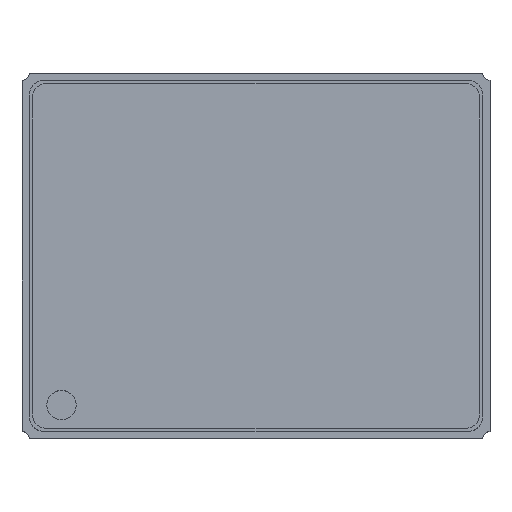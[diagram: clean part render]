
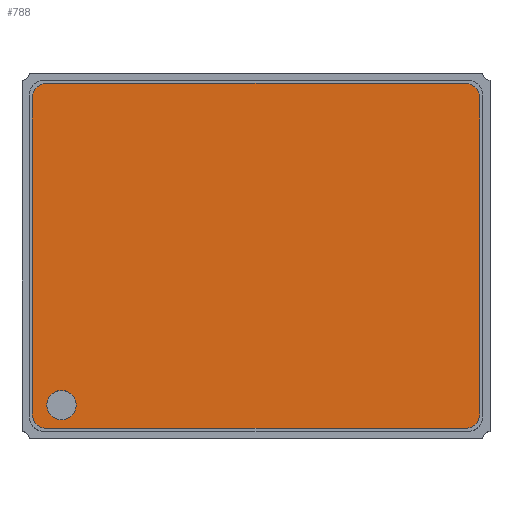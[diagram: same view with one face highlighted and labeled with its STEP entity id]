
A CAD part, top view. The second image highlights one B-rep face of the part: STEP entity #788.
In plain terms, the highlighted planar face has unit normal (0, 0, 1).
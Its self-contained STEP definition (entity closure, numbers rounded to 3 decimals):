
#1 = AXIS2_PLACEMENT_3D ( 'NONE', #826, #815, #811 ) ;
#64 = CARTESIAN_POINT ( 'NONE',  ( -0.025, 2.281, 0.7 ) ) ;
#72 = AXIS2_PLACEMENT_3D ( 'NONE', #993, #991, #987 ) ;
#96 = VERTEX_POINT ( 'NONE', #1180 ) ;
#99 = LINE ( 'NONE', #645, #1110 ) ;
#103 = CARTESIAN_POINT ( 'NONE',  ( -0.025, 0.121, 0.7 ) ) ;
#143 = CIRCLE ( 'NONE', #72, 0.1 ) ;
#185 = LINE ( 'NONE', #915, #1300 ) ;
#195 = CARTESIAN_POINT ( 'NONE',  ( -2.985, 0.181, 0.7 ) ) ;
#225 = AXIS2_PLACEMENT_3D ( 'NONE', #730, #729, #727 ) ;
#240 = CARTESIAN_POINT ( 'NONE',  ( -2.985, 0.021, 0.7 ) ) ;
#270 = VERTEX_POINT ( 'NONE', #626 ) ;
#279 = CARTESIAN_POINT ( 'NONE',  ( -2.985, 2.381, 0.7 ) ) ;
#308 = CIRCLE ( 'NONE', #225, 0.1 ) ;
#334 = LINE ( 'NONE', #779, #1222 ) ;
#376 = CIRCLE ( 'NONE', #1, 0.1 ) ;
#383 = DIRECTION ( 'NONE',  ( -1., 0., 0. ) ) ;
#391 = DIRECTION ( 'NONE',  ( 0., 0., -1. ) ) ;
#395 = CARTESIAN_POINT ( 'NONE',  ( -0.125, 2.281, 0.7 ) ) ;
#425 = DIRECTION ( 'NONE',  ( 1., 0., 0. ) ) ;
#430 = DIRECTION ( 'NONE',  ( 0., 0., 1. ) ) ;
#432 = CARTESIAN_POINT ( 'NONE',  ( -2.885, 0.181, 0.7 ) ) ;
#436 = PLANE ( 'NONE',  #1051 ) ;
#577 = DIRECTION ( 'NONE',  ( 1., 0., 0. ) ) ;
#578 = DIRECTION ( 'NONE',  ( 0., 0., 1. ) ) ;
#585 = CARTESIAN_POINT ( 'NONE',  ( -2.885, 0.181, 0.7 ) ) ;
#588 = EDGE_CURVE ( 'NONE', #865, #749, #143, .T. ) ;
#603 = CARTESIAN_POINT ( 'NONE',  ( -3.085, 0.121, 0.7 ) ) ;
#623 = EDGE_CURVE ( 'NONE', #749, #837, #185, .T. ) ;
#626 = CARTESIAN_POINT ( 'NONE',  ( -3.085, 2.281, 0.7 ) ) ;
#635 = EDGE_CURVE ( 'NONE', #837, #270, #376, .T. ) ;
#639 = DIRECTION ( 'NONE',  ( -1., 0., 0. ) ) ;
#641 = DIRECTION ( 'NONE',  ( 0., 0., 1. ) ) ;
#642 = CARTESIAN_POINT ( 'NONE',  ( -0.125, 0.121, 0.7 ) ) ;
#645 = CARTESIAN_POINT ( 'NONE',  ( -0.025, 2.281, 0.7 ) ) ;
#649 = DIRECTION ( 'NONE',  ( 0., 1., 0. ) ) ;
#656 = EDGE_CURVE ( 'NONE', #270, #1261, #334, .T. ) ;
#658 = DIRECTION ( 'NONE',  ( 1., 0., 0. ) ) ;
#661 = CARTESIAN_POINT ( 'NONE',  ( -2.985, 0.021, 0.7 ) ) ;
#683 = EDGE_CURVE ( 'NONE', #1261, #862, #308, .T. ) ;
#694 = EDGE_CURVE ( 'NONE', #862, #1131, #1169, .T. ) ;
#715 = EDGE_CURVE ( 'NONE', #1131, #1046, #1094, .T. ) ;
#719 = EDGE_CURVE ( 'NONE', #1046, #865, #99, .T. ) ;
#723 = EDGE_LOOP ( 'NONE', ( #745, #725, #1151, #785, #1005, #949, #754, #918 ) ) ;
#725 = ORIENTED_EDGE ( 'NONE', *, *, #623, .T. ) ;
#727 = DIRECTION ( 'NONE',  ( -1., 0., 0. ) ) ;
#729 = DIRECTION ( 'NONE',  ( 0., 0., 1. ) ) ;
#730 = CARTESIAN_POINT ( 'NONE',  ( -2.985, 0.121, 0.7 ) ) ;
#731 = EDGE_CURVE ( 'NONE', #96, #880, #1116, .T. ) ;
#745 = ORIENTED_EDGE ( 'NONE', *, *, #588, .T. ) ;
#749 = VERTEX_POINT ( 'NONE', #830 ) ;
#754 = ORIENTED_EDGE ( 'NONE', *, *, #715, .T. ) ;
#767 = DIRECTION ( 'NONE',  ( 0., -1., 0. ) ) ;
#779 = CARTESIAN_POINT ( 'NONE',  ( -3.085, 2.281, 0.7 ) ) ;
#784 = EDGE_CURVE ( 'NONE', #880, #96, #1019, .T. ) ;
#785 = ORIENTED_EDGE ( 'NONE', *, *, #656, .T. ) ;
#788 = ADVANCED_FACE ( 'NONE', ( #1001, #998 ), #436, .F. ) ;
#811 = DIRECTION ( 'NONE',  ( -1., 0., 0. ) ) ;
#815 = DIRECTION ( 'NONE',  ( 0., 0., 1. ) ) ;
#826 = CARTESIAN_POINT ( 'NONE',  ( -2.985, 2.281, 0.7 ) ) ;
#830 = CARTESIAN_POINT ( 'NONE',  ( -0.125, 2.381, 0.7 ) ) ;
#837 = VERTEX_POINT ( 'NONE', #279 ) ;
#839 = EDGE_LOOP ( 'NONE', ( #1102, #984 ) ) ;
#862 = VERTEX_POINT ( 'NONE', #240 ) ;
#865 = VERTEX_POINT ( 'NONE', #64 ) ;
#873 = AXIS2_PLACEMENT_3D ( 'NONE', #642, #641, #639 ) ;
#880 = VERTEX_POINT ( 'NONE', #195 ) ;
#915 = CARTESIAN_POINT ( 'NONE',  ( -2.985, 2.381, 0.7 ) ) ;
#917 = DIRECTION ( 'NONE',  ( -1., 0., 0. ) ) ;
#918 = ORIENTED_EDGE ( 'NONE', *, *, #719, .T. ) ;
#949 = ORIENTED_EDGE ( 'NONE', *, *, #694, .T. ) ;
#984 = ORIENTED_EDGE ( 'NONE', *, *, #784, .F. ) ;
#987 = DIRECTION ( 'NONE',  ( -1., 0., 0. ) ) ;
#991 = DIRECTION ( 'NONE',  ( 0., 0., 1. ) ) ;
#993 = CARTESIAN_POINT ( 'NONE',  ( -0.125, 2.281, 0.7 ) ) ;
#998 = FACE_OUTER_BOUND ( 'NONE', #723, .T. ) ;
#1001 = FACE_BOUND ( 'NONE', #839, .T. ) ;
#1005 = ORIENTED_EDGE ( 'NONE', *, *, #683, .T. ) ;
#1019 = CIRCLE ( 'NONE', #1181, 0.1 ) ;
#1046 = VERTEX_POINT ( 'NONE', #103 ) ;
#1051 = AXIS2_PLACEMENT_3D ( 'NONE', #395, #391, #383 ) ;
#1094 = CIRCLE ( 'NONE', #873, 0.1 ) ;
#1102 = ORIENTED_EDGE ( 'NONE', *, *, #731, .F. ) ;
#1108 = CARTESIAN_POINT ( 'NONE',  ( -0.125, 0.021, 0.7 ) ) ;
#1110 = VECTOR ( 'NONE', #649, 1000. ) ;
#1116 = CIRCLE ( 'NONE', #1292, 0.1 ) ;
#1131 = VERTEX_POINT ( 'NONE', #1108 ) ;
#1151 = ORIENTED_EDGE ( 'NONE', *, *, #635, .T. ) ;
#1163 = VECTOR ( 'NONE', #658, 1000. ) ;
#1169 = LINE ( 'NONE', #661, #1163 ) ;
#1180 = CARTESIAN_POINT ( 'NONE',  ( -2.785, 0.181, 0.7 ) ) ;
#1181 = AXIS2_PLACEMENT_3D ( 'NONE', #432, #430, #425 ) ;
#1222 = VECTOR ( 'NONE', #767, 1000. ) ;
#1261 = VERTEX_POINT ( 'NONE', #603 ) ;
#1292 = AXIS2_PLACEMENT_3D ( 'NONE', #585, #578, #577 ) ;
#1300 = VECTOR ( 'NONE', #917, 1000. ) ;
